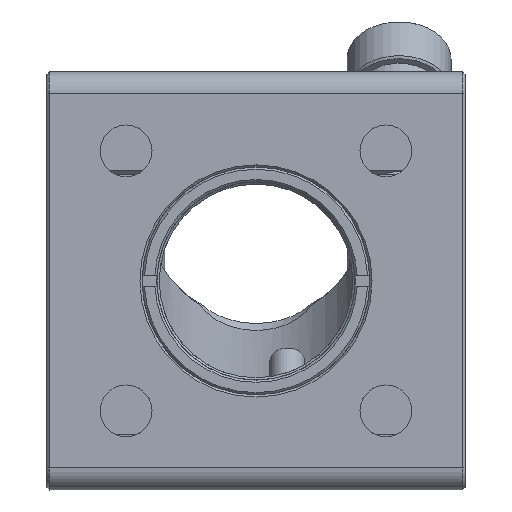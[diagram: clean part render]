
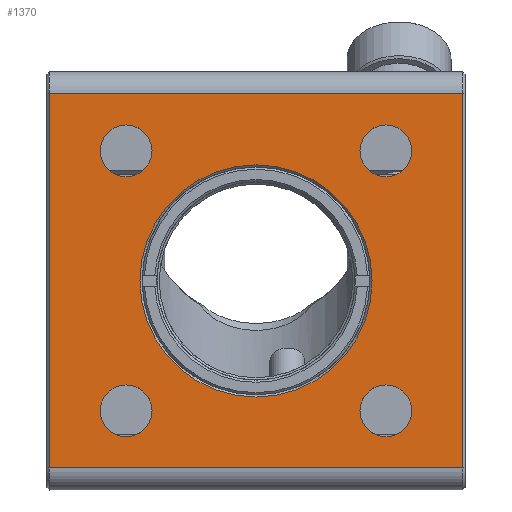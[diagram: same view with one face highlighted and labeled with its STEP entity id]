
A CAD part, left-side view. The second image highlights one B-rep face of the part: STEP entity #1370.
In plain terms, the highlighted planar face has unit normal (-1, 0, 0).
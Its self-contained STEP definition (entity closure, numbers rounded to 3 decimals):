
#409 = CARTESIAN_POINT ( 'NONE',  ( -23.922, -11.901, -12.208 ) ) ;
#538 = EDGE_CURVE ( 'NONE', #9998, #18395, #2929, .T. ) ;
#565 = PLANE ( 'NONE',  #22625 ) ;
#719 = VECTOR ( 'NONE', #19183, 1000. ) ;
#1148 = CARTESIAN_POINT ( 'NONE',  ( -23.922, 18.099, -15.208 ) ) ;
#1345 = ORIENTED_EDGE ( 'NONE', *, *, #24362, .F. ) ;
#1370 = ADVANCED_FACE ( 'NONE', ( #14965, #14671, #23626, #10683, #24313, #6713 ), #565, .F. ) ;
#1422 = CARTESIAN_POINT ( 'NONE',  ( -23.922, -21.031, -21.798 ) ) ;
#2476 = ORIENTED_EDGE ( 'NONE', *, *, #14450, .F. ) ;
#2483 = CIRCLE ( 'NONE', #27012, 3. ) ;
#2929 = LINE ( 'NONE', #24557, #8878 ) ;
#3266 = LINE ( 'NONE', #1422, #13889 ) ;
#3319 = EDGE_LOOP ( 'NONE', ( #16904 ) ) ;
#3338 = EDGE_CURVE ( 'NONE', #6821, #6821, #22758, .T. ) ;
#3947 = DIRECTION ( 'NONE',  ( -1., 0., 0. ) ) ;
#4630 = DIRECTION ( 'NONE',  ( 0., 0., 1. ) ) ;
#4836 = DIRECTION ( 'NONE',  ( 1., 0., 0. ) ) ;
#4979 = CARTESIAN_POINT ( 'NONE',  ( -23.922, -11.901, 14.792 ) ) ;
#5461 = CARTESIAN_POINT ( 'NONE',  ( -23.922, -10.299, -0.208 ) ) ;
#5510 = DIRECTION ( 'NONE',  ( 0., -1., 0. ) ) ;
#5919 = DIRECTION ( 'NONE',  ( -1., 0., 0. ) ) ;
#6572 = CARTESIAN_POINT ( 'NONE',  ( -23.922, -21.031, -24.338 ) ) ;
#6713 = FACE_BOUND ( 'NONE', #3319, .T. ) ;
#6807 = ORIENTED_EDGE ( 'NONE', *, *, #3338, .F. ) ;
#6821 = VERTEX_POINT ( 'NONE', #409 ) ;
#7214 = DIRECTION ( 'NONE',  ( 0., -1., 0. ) ) ;
#7451 = VERTEX_POINT ( 'NONE', #15546 ) ;
#8622 = CARTESIAN_POINT ( 'NONE',  ( -23.922, -20.777, -24.338 ) ) ;
#8632 = EDGE_LOOP ( 'NONE', ( #21144 ) ) ;
#8878 = VECTOR ( 'NONE', #5510, 1000. ) ;
#9318 = CARTESIAN_POINT ( 'NONE',  ( -23.922, 3.099, -0.208 ) ) ;
#9588 = AXIS2_PLACEMENT_3D ( 'NONE', #27676, #5919, #27375 ) ;
#9609 = EDGE_LOOP ( 'NONE', ( #25919, #22190, #1345, #2476 ) ) ;
#9998 = VERTEX_POINT ( 'NONE', #20680 ) ;
#10564 = EDGE_CURVE ( 'NONE', #24096, #9998, #12783, .T. ) ;
#10683 = FACE_BOUND ( 'NONE', #8632, .T. ) ;
#10733 = LINE ( 'NONE', #8622, #14421 ) ;
#10738 = CIRCLE ( 'NONE', #14360, 3. ) ;
#11086 = DIRECTION ( 'NONE',  ( 0., 0., 1. ) ) ;
#11101 = EDGE_CURVE ( 'NONE', #7451, #7451, #10738, .T. ) ;
#11592 = EDGE_LOOP ( 'NONE', ( #20416 ) ) ;
#11736 = DIRECTION ( 'NONE',  ( -1., 0., 0. ) ) ;
#12230 = DIRECTION ( 'NONE',  ( 0., 0., 1. ) ) ;
#12661 = VERTEX_POINT ( 'NONE', #14650 ) ;
#12783 = LINE ( 'NONE', #21591, #719 ) ;
#13263 = DIRECTION ( 'NONE',  ( 0., 0., -1. ) ) ;
#13641 = DIRECTION ( 'NONE',  ( -1., 0., 0. ) ) ;
#13889 = VECTOR ( 'NONE', #16358, 1000. ) ;
#14074 = CARTESIAN_POINT ( 'NONE',  ( -23.922, -11.901, 17.792 ) ) ;
#14080 = EDGE_CURVE ( 'NONE', #14400, #14400, #26196, .T. ) ;
#14360 = AXIS2_PLACEMENT_3D ( 'NONE', #14749, #3947, #4630 ) ;
#14400 = VERTEX_POINT ( 'NONE', #5461 ) ;
#14421 = VECTOR ( 'NONE', #13263, 1000. ) ;
#14450 = EDGE_CURVE ( 'NONE', #18395, #24513, #10733, .T. ) ;
#14650 = CARTESIAN_POINT ( 'NONE',  ( -23.922, 18.099, -12.208 ) ) ;
#14671 = FACE_OUTER_BOUND ( 'NONE', #9609, .T. ) ;
#14749 = CARTESIAN_POINT ( 'NONE',  ( -23.922, 18.099, 14.792 ) ) ;
#14965 = FACE_BOUND ( 'NONE', #21432, .T. ) ;
#15237 = DIRECTION ( 'NONE',  ( 0., 0., -1. ) ) ;
#15546 = CARTESIAN_POINT ( 'NONE',  ( -23.922, 18.099, 17.792 ) ) ;
#16215 = AXIS2_PLACEMENT_3D ( 'NONE', #9318, #11736, #7214 ) ;
#16358 = DIRECTION ( 'NONE',  ( 0., 1., 0. ) ) ;
#16904 = ORIENTED_EDGE ( 'NONE', *, *, #25962, .F. ) ;
#18395 = VERTEX_POINT ( 'NONE', #22834 ) ;
#19183 = DIRECTION ( 'NONE',  ( 0., 0., 1. ) ) ;
#19422 = EDGE_LOOP ( 'NONE', ( #6807 ) ) ;
#20416 = ORIENTED_EDGE ( 'NONE', *, *, #11101, .F. ) ;
#20469 = VERTEX_POINT ( 'NONE', #14074 ) ;
#20680 = CARTESIAN_POINT ( 'NONE',  ( -23.922, 26.975, 21.382 ) ) ;
#21144 = ORIENTED_EDGE ( 'NONE', *, *, #24135, .F. ) ;
#21211 = CIRCLE ( 'NONE', #25328, 3. ) ;
#21432 = EDGE_LOOP ( 'NONE', ( #24339 ) ) ;
#21591 = CARTESIAN_POINT ( 'NONE',  ( -23.922, 26.975, -24.338 ) ) ;
#22190 = ORIENTED_EDGE ( 'NONE', *, *, #10564, .F. ) ;
#22625 = AXIS2_PLACEMENT_3D ( 'NONE', #6572, #4836, #15237 ) ;
#22758 = CIRCLE ( 'NONE', #9588, 3. ) ;
#22834 = CARTESIAN_POINT ( 'NONE',  ( -23.922, -20.777, 21.382 ) ) ;
#23626 = FACE_BOUND ( 'NONE', #11592, .T. ) ;
#24096 = VERTEX_POINT ( 'NONE', #26317 ) ;
#24135 = EDGE_CURVE ( 'NONE', #20469, #20469, #21211, .T. ) ;
#24313 = FACE_BOUND ( 'NONE', #19422, .T. ) ;
#24339 = ORIENTED_EDGE ( 'NONE', *, *, #14080, .F. ) ;
#24362 = EDGE_CURVE ( 'NONE', #24513, #24096, #3266, .T. ) ;
#24513 = VERTEX_POINT ( 'NONE', #25886 ) ;
#24557 = CARTESIAN_POINT ( 'NONE',  ( -23.922, -21.031, 21.382 ) ) ;
#25328 = AXIS2_PLACEMENT_3D ( 'NONE', #4979, #13641, #11086 ) ;
#25886 = CARTESIAN_POINT ( 'NONE',  ( -23.922, -20.777, -21.798 ) ) ;
#25919 = ORIENTED_EDGE ( 'NONE', *, *, #538, .F. ) ;
#25962 = EDGE_CURVE ( 'NONE', #12661, #12661, #2483, .T. ) ;
#26196 = CIRCLE ( 'NONE', #16215, 13.399 ) ;
#26317 = CARTESIAN_POINT ( 'NONE',  ( -23.922, 26.975, -21.798 ) ) ;
#27012 = AXIS2_PLACEMENT_3D ( 'NONE', #1148, #27028, #12230 ) ;
#27028 = DIRECTION ( 'NONE',  ( -1., 0., 0. ) ) ;
#27375 = DIRECTION ( 'NONE',  ( 0., 0., 1. ) ) ;
#27676 = CARTESIAN_POINT ( 'NONE',  ( -23.922, -11.901, -15.208 ) ) ;
